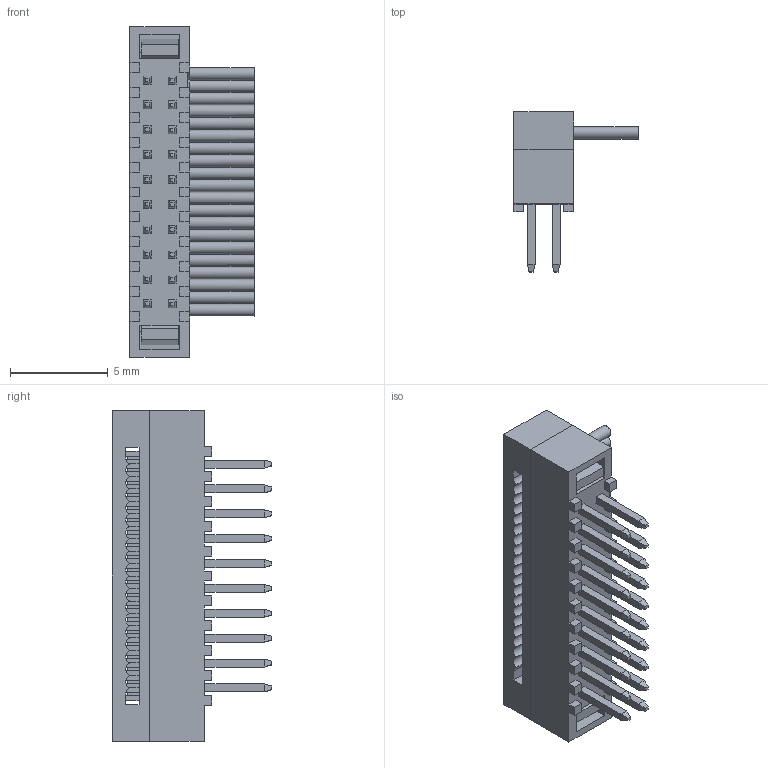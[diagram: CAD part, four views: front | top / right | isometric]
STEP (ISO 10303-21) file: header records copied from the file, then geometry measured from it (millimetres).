
FILE_DESCRIPTION(/* description */ ('STEP AP214'),/* implementation_level */ '2;1');
FILE_NAME(/* name */ 'FFMD-10-S-02.00-01',/* time_stamp */ '2024-03-15T21:18:46+01:00',/* author */ ('License CC BY-ND 4.0'),/* organization */ ('CADENAS'),/* preprocessor_version */ 'ST-DEVELOPER v19.3',/* originating_system */ 'PARTsolutions',/* authorisation */ ' ');
FILE_SCHEMA (('AUTOMOTIVE_DESIGN {1 0 10303 214 3 1 1}'));
Length unit declared in the file: inch
Products named in the file (4): FFMD-10-S-02.00-01; FFMD-10S_lb; FFMD-10_ub; FFMD-10_pin
Assembly tree (4 placements, depth 2):
  FFMD-10-S-02.00-01
    FFMD-10S_lb
    FFMD-10_ub
    FFMD-10_pin  x2
Bounding box: 6.35 x 8.15 x 16.89 mm (x, y, z)
Volume: 229.3 mm3; surface area: 1154.5 mm2
Topology: 4 solids, 4 shells, 1270 faces, 3786 edges, 2470 vertices
Faces by surface type: plane 1132, cylinder 138
Entity records: 35435 total; most frequent: CARTESIAN_POINT 5893, ORIENTED_EDGE 5876, DIRECTION 5184, EDGE_CURVE 2938, LINE 2606, VECTOR 2606, VERTEX_POINT 1918, AXIS2_PLACEMENT_3D 1289
